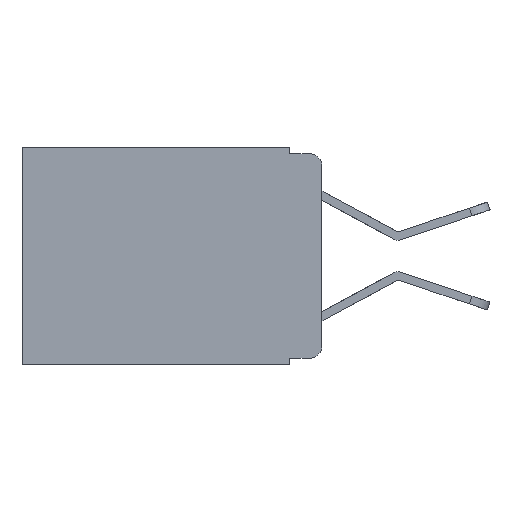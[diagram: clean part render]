
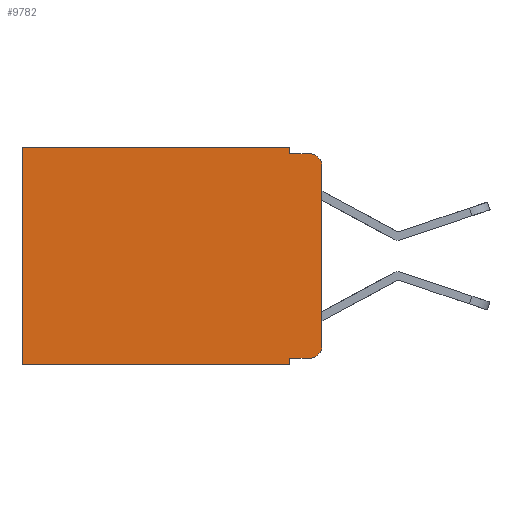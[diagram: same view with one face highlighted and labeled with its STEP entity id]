
A CAD part, left-side view. The second image highlights one B-rep face of the part: STEP entity #9782.
In plain terms, the highlighted planar face has unit normal (-1, 0, 0).
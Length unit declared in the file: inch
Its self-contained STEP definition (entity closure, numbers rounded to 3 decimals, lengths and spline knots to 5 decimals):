
#79 = AXIS2_PLACEMENT_3D ( 'NONE', #1267, #11337, #2744 ) ;
#90 = DIRECTION ( 'NONE',  ( 0., 0., -1. ) ) ;
#154 = CIRCLE ( 'NONE', #9896, 0.02 ) ;
#553 = ORIENTED_EDGE ( 'NONE', *, *, #12872, .T. ) ;
#630 = DIRECTION ( 'NONE',  ( 0., 1., 0. ) ) ;
#753 = VERTEX_POINT ( 'NONE', #15432 ) ;
#792 = ORIENTED_EDGE ( 'NONE', *, *, #17526, .F. ) ;
#1031 = VERTEX_POINT ( 'NONE', #9954 ) ;
#1057 = VECTOR ( 'NONE', #1416, 39.37008 ) ;
#1267 = CARTESIAN_POINT ( 'NONE',  ( 0.298, 0.02, -0.313 ) ) ;
#1416 = DIRECTION ( 'NONE',  ( 0., 0., -1. ) ) ;
#1800 = CARTESIAN_POINT ( 'NONE',  ( 0.298, 0.051, -0.01 ) ) ;
#2019 = LINE ( 'NONE', #11438, #5478 ) ;
#2281 = CARTESIAN_POINT ( 'NONE',  ( 0.298, 0.02, -0.333 ) ) ;
#2306 = CARTESIAN_POINT ( 'NONE',  ( 0.298, 0.051, -0.333 ) ) ;
#2487 = ORIENTED_EDGE ( 'NONE', *, *, #13785, .F. ) ;
#2671 = ORIENTED_EDGE ( 'NONE', *, *, #17205, .T. ) ;
#2744 = DIRECTION ( 'NONE',  ( 0., 0., -1. ) ) ;
#2785 = PLANE ( 'NONE',  #8189 ) ;
#3004 = VERTEX_POINT ( 'NONE', #1800 ) ;
#3176 = LINE ( 'NONE', #17660, #10356 ) ;
#4064 = CARTESIAN_POINT ( 'NONE',  ( 0.298, 0.473, -0.343 ) ) ;
#4295 = DIRECTION ( 'NONE',  ( 0., 0., -1. ) ) ;
#4492 = ORIENTED_EDGE ( 'NONE', *, *, #10074, .T. ) ;
#5175 = CARTESIAN_POINT ( 'NONE',  ( 0.298, 0.473, 0. ) ) ;
#5478 = VECTOR ( 'NONE', #16952, 39.37008 ) ;
#5977 = LINE ( 'NONE', #12028, #12998 ) ;
#6182 = VERTEX_POINT ( 'NONE', #4064 ) ;
#6386 = EDGE_LOOP ( 'NONE', ( #792, #17025, #8149, #2487, #2671, #553, #15959, #14562, #4492, #8619 ) ) ;
#7038 = VECTOR ( 'NONE', #9261, 39.37008 ) ;
#7108 = VECTOR ( 'NONE', #16781, 39.37008 ) ;
#7339 = VERTEX_POINT ( 'NONE', #11712 ) ;
#7423 = CARTESIAN_POINT ( 'NONE',  ( 0.298, 0.051, 0. ) ) ;
#7515 = CARTESIAN_POINT ( 'NONE',  ( 0.298, 0.051, -0.333 ) ) ;
#7869 = CARTESIAN_POINT ( 'NONE',  ( 0.298, 0., -0.343 ) ) ;
#7939 = LINE ( 'NONE', #7869, #7038 ) ;
#8149 = ORIENTED_EDGE ( 'NONE', *, *, #14717, .F. ) ;
#8189 = AXIS2_PLACEMENT_3D ( 'NONE', #9841, #12764, #4295 ) ;
#8619 = ORIENTED_EDGE ( 'NONE', *, *, #9131, .T. ) ;
#8849 = DIRECTION ( 'NONE',  ( -1., 0., 0. ) ) ;
#9131 = EDGE_CURVE ( 'NONE', #16635, #7339, #13927, .T. ) ;
#9230 = VERTEX_POINT ( 'NONE', #14368 ) ;
#9261 = DIRECTION ( 'NONE',  ( 0., 1., 0. ) ) ;
#9518 = LINE ( 'NONE', #2306, #15601 ) ;
#9782 = ADVANCED_FACE ( 'NONE', ( #14555 ), #2785, .F. ) ;
#9841 = CARTESIAN_POINT ( 'NONE',  ( 0.298, 0., 0. ) ) ;
#9896 = AXIS2_PLACEMENT_3D ( 'NONE', #17194, #8849, #90 ) ;
#9954 = CARTESIAN_POINT ( 'NONE',  ( 0.298, 0.02, -0.01 ) ) ;
#10074 = EDGE_CURVE ( 'NONE', #16374, #16635, #9518, .T. ) ;
#10356 = VECTOR ( 'NONE', #630, 39.37008 ) ;
#11189 = LINE ( 'NONE', #7423, #14426 ) ;
#11337 = DIRECTION ( 'NONE',  ( -1., 0., 0. ) ) ;
#11438 = CARTESIAN_POINT ( 'NONE',  ( 0.298, 0.473, 0. ) ) ;
#11480 = VERTEX_POINT ( 'NONE', #15076 ) ;
#11712 = CARTESIAN_POINT ( 'NONE',  ( 0.298, 0., -0.313 ) ) ;
#11757 = LINE ( 'NONE', #15368, #7108 ) ;
#11965 = EDGE_CURVE ( 'NONE', #16374, #9230, #5977, .T. ) ;
#12028 = CARTESIAN_POINT ( 'NONE',  ( 0.298, 0.051, 0. ) ) ;
#12310 = DIRECTION ( 'NONE',  ( 0., -1., 0. ) ) ;
#12520 = LINE ( 'NONE', #18379, #1057 ) ;
#12764 = DIRECTION ( 'NONE',  ( 1., 0., 0. ) ) ;
#12872 = EDGE_CURVE ( 'NONE', #14050, #6182, #2019, .T. ) ;
#12998 = VECTOR ( 'NONE', #13414, 39.37008 ) ;
#13414 = DIRECTION ( 'NONE',  ( 0., 0., -1. ) ) ;
#13785 = EDGE_CURVE ( 'NONE', #753, #3004, #11189, .T. ) ;
#13927 = CIRCLE ( 'NONE', #79, 0.02 ) ;
#14050 = VERTEX_POINT ( 'NONE', #5175 ) ;
#14368 = CARTESIAN_POINT ( 'NONE',  ( 0.298, 0.051, -0.343 ) ) ;
#14426 = VECTOR ( 'NONE', #17250, 39.37008 ) ;
#14555 = FACE_OUTER_BOUND ( 'NONE', #6386, .T. ) ;
#14562 = ORIENTED_EDGE ( 'NONE', *, *, #11965, .F. ) ;
#14717 = EDGE_CURVE ( 'NONE', #3004, #1031, #11757, .T. ) ;
#15076 = CARTESIAN_POINT ( 'NONE',  ( 0.298, 0., -0.03 ) ) ;
#15368 = CARTESIAN_POINT ( 'NONE',  ( 0.298, 0.051, -0.01 ) ) ;
#15432 = CARTESIAN_POINT ( 'NONE',  ( 0.298, 0.051, 0. ) ) ;
#15601 = VECTOR ( 'NONE', #12310, 39.37008 ) ;
#15628 = EDGE_CURVE ( 'NONE', #11480, #1031, #154, .T. ) ;
#15959 = ORIENTED_EDGE ( 'NONE', *, *, #17182, .F. ) ;
#16374 = VERTEX_POINT ( 'NONE', #7515 ) ;
#16635 = VERTEX_POINT ( 'NONE', #2281 ) ;
#16781 = DIRECTION ( 'NONE',  ( 0., -1., 0. ) ) ;
#16952 = DIRECTION ( 'NONE',  ( 0., 0., -1. ) ) ;
#17025 = ORIENTED_EDGE ( 'NONE', *, *, #15628, .T. ) ;
#17182 = EDGE_CURVE ( 'NONE', #9230, #6182, #7939, .T. ) ;
#17194 = CARTESIAN_POINT ( 'NONE',  ( 0.298, 0.02, -0.03 ) ) ;
#17205 = EDGE_CURVE ( 'NONE', #753, #14050, #3176, .T. ) ;
#17250 = DIRECTION ( 'NONE',  ( 0., 0., -1. ) ) ;
#17526 = EDGE_CURVE ( 'NONE', #11480, #7339, #12520, .T. ) ;
#17660 = CARTESIAN_POINT ( 'NONE',  ( 0.298, 0., 0. ) ) ;
#18379 = CARTESIAN_POINT ( 'NONE',  ( 0.298, 0., 0. ) ) ;
